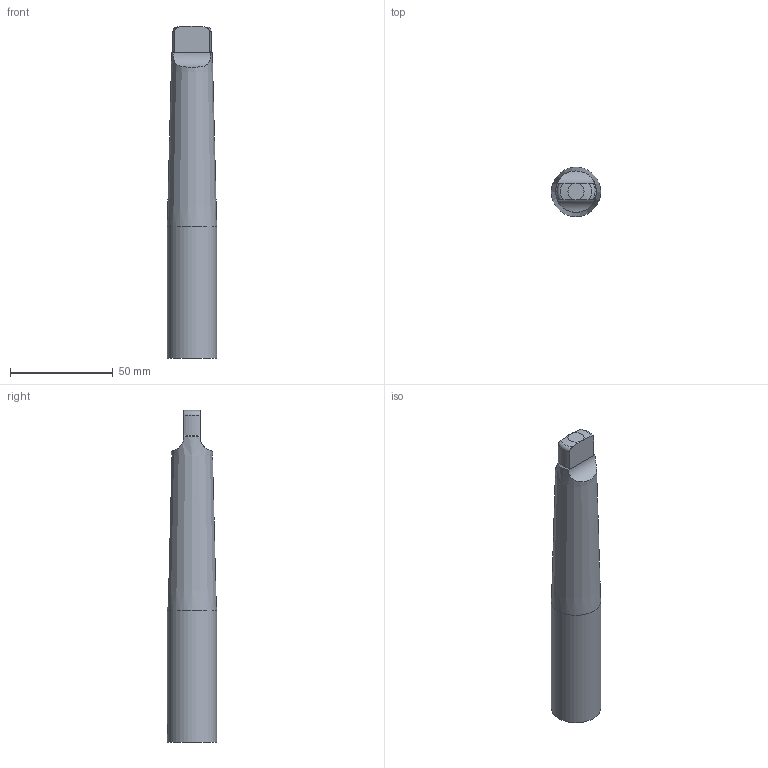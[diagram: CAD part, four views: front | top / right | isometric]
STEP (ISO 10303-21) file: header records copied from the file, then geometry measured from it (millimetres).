
FILE_DESCRIPTION((''),'1');
FILE_NAME('MT3-CKB2-68.stp','2024-09-03T05:24:04',(''),(''),'Spatial Interop R21 SP3','Kubotek KeyCreator 2011 V10.0.2 (22737)',' ');
FILE_SCHEMA(('automotive_design'));
Length unit declared in the file: millimetre
Products named in the file (1): 240[2]
Bounding box: 24 x 24 x 161.5 mm (x, y, z)
Volume: 59147.1 mm3; surface area: 12646.5 mm2
Topology: 1 solids, 1 shells, 20 faces, 49 edges, 32 vertices
Faces by surface type: cylinder 7, plane 6, cone 5, torus 2
Full cylindrical faces by diameter (mm): 5.2 x1, 14 x1, 24 x1
Entity records: 1294 total; most frequent: CARTESIAN_POINT 412, PRESENTATION_STYLE_ASSIGNMENT 83, COLOUR_RGB 83, DIRECTION 82, ORIENTED_EDGE 82, STYLED_ITEM 62, CURVE_STYLE 62, DRAUGHTING_PRE_DEFINED_CURVE_FONT 62
